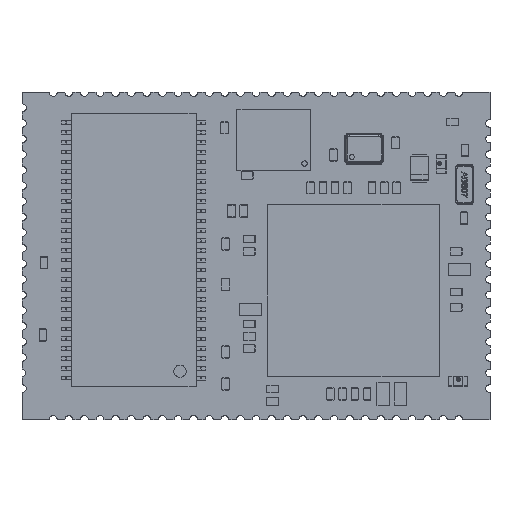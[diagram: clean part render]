
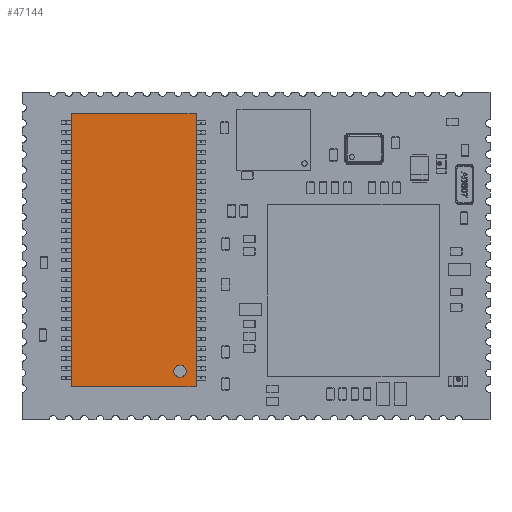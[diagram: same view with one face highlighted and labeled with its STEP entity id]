
A CAD part, top view. The second image highlights one B-rep face of the part: STEP entity #47144.
In plain terms, the highlighted planar face has unit normal (0, 0, 1).
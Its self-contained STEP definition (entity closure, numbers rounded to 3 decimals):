
#47053 = VERTEX_POINT('',#47054);
#47054 = CARTESIAN_POINT('',(-11.11,5.08,1.2));
#47062 = VERTEX_POINT('',#47063);
#47063 = CARTESIAN_POINT('',(-11.11,-5.08,1.2));
#47069 = EDGE_CURVE('',#47062,#47053,#47070,.T.);
#47070 = LINE('',#47071,#47072);
#47071 = CARTESIAN_POINT('',(-11.11,-5.08,1.2));
#47072 = VECTOR('',#47073,1.);
#47073 = DIRECTION('',(0.,1.,0.));
#47084 = VERTEX_POINT('',#47085);
#47085 = CARTESIAN_POINT('',(11.11,5.08,1.2));
#47093 = EDGE_CURVE('',#47053,#47084,#47094,.T.);
#47094 = LINE('',#47095,#47096);
#47095 = CARTESIAN_POINT('',(-11.11,5.08,1.2));
#47096 = VECTOR('',#47097,1.);
#47097 = DIRECTION('',(1.,0.,0.));
#47108 = VERTEX_POINT('',#47109);
#47109 = CARTESIAN_POINT('',(11.11,-5.08,1.2));
#47117 = EDGE_CURVE('',#47084,#47108,#47118,.T.);
#47118 = LINE('',#47119,#47120);
#47119 = CARTESIAN_POINT('',(11.11,5.08,1.2));
#47120 = VECTOR('',#47121,1.);
#47121 = DIRECTION('',(0.,-1.,0.));
#47134 = EDGE_CURVE('',#47108,#47062,#47135,.T.);
#47135 = LINE('',#47136,#47137);
#47136 = CARTESIAN_POINT('',(11.11,-5.08,1.2));
#47137 = VECTOR('',#47138,1.);
#47138 = DIRECTION('',(-1.,0.,0.));
#47144 = ADVANCED_FACE('',(#47145),#47151,.T.);
#47145 = FACE_BOUND('',#47146,.T.);
#47146 = EDGE_LOOP('',(#47147,#47148,#47149,#47150));
#47147 = ORIENTED_EDGE('',*,*,#47093,.F.);
#47148 = ORIENTED_EDGE('',*,*,#47069,.F.);
#47149 = ORIENTED_EDGE('',*,*,#47134,.F.);
#47150 = ORIENTED_EDGE('',*,*,#47117,.F.);
#47151 = PLANE('',#47152);
#47152 = AXIS2_PLACEMENT_3D('',#47153,#47154,#47155);
#47153 = CARTESIAN_POINT('',(-11.11,-5.08,1.2));
#47154 = DIRECTION('',(0.,0.,1.));
#47155 = DIRECTION('',(1.,0.,0.));
